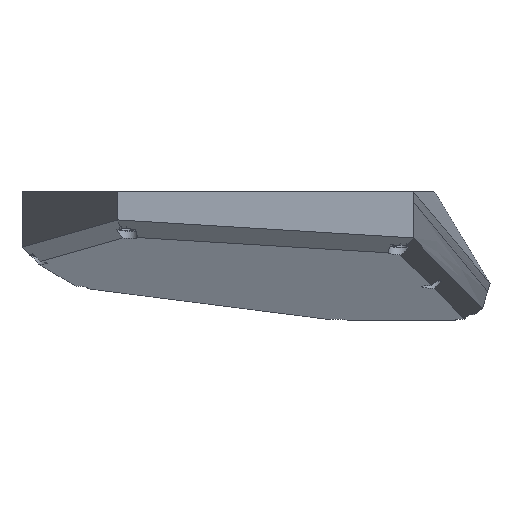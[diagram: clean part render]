
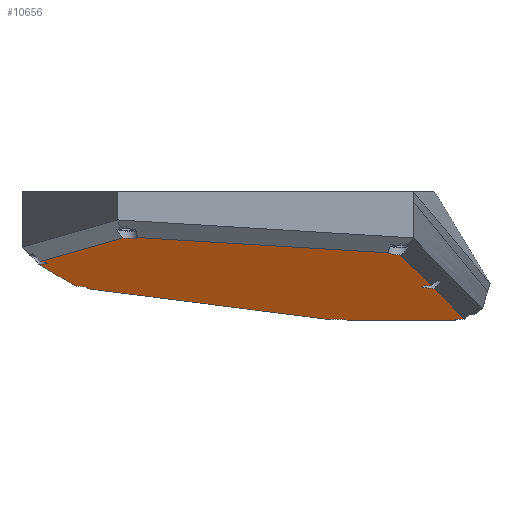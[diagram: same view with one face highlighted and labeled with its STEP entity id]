
A CAD part, left-side view. The second image highlights one B-rep face of the part: STEP entity #10656.
In plain terms, the highlighted planar face has unit normal (-0.129, 0.06, -0.99).
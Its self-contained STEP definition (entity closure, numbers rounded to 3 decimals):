
#212=CIRCLE('',#11209,3.);
#215=CIRCLE('',#11214,3.);
#218=CIRCLE('',#11219,3.);
#221=CIRCLE('',#11224,3.);
#222=CIRCLE('',#11225,3.);
#223=CIRCLE('',#11226,3.);
#224=CIRCLE('',#11227,3.);
#717=FACE_OUTER_BOUND('',#1305,.T.);
#1305=EDGE_LOOP('',(#9588,#9589,#9590,#9591,#9592,#9593,#9594,#9595,#9596,
#9597,#9598,#9599,#9600,#9601));
#2697=LINE('',#17184,#4120);
#2704=LINE('',#17202,#4127);
#2710=LINE('',#17218,#4133);
#2716=LINE('',#17234,#4139);
#2726=LINE('',#17257,#4149);
#2728=LINE('',#17266,#4151);
#2733=LINE('',#17279,#4156);
#4120=VECTOR('',#13606,10.);
#4127=VECTOR('',#13619,10.);
#4133=VECTOR('',#13631,10.);
#4139=VECTOR('',#13643,10.);
#4149=VECTOR('',#13659,10.);
#4151=VECTOR('',#13667,10.);
#4156=VECTOR('',#13676,10.);
#5122=VERTEX_POINT('',#17181);
#5123=VERTEX_POINT('',#17183);
#5130=VERTEX_POINT('',#17199);
#5131=VERTEX_POINT('',#17201);
#5137=VERTEX_POINT('',#17215);
#5138=VERTEX_POINT('',#17217);
#5144=VERTEX_POINT('',#17231);
#5145=VERTEX_POINT('',#17233);
#5154=VERTEX_POINT('',#17254);
#5155=VERTEX_POINT('',#17256);
#5158=VERTEX_POINT('',#17263);
#5159=VERTEX_POINT('',#17265);
#5164=VERTEX_POINT('',#17276);
#5165=VERTEX_POINT('',#17278);
#6589=EDGE_CURVE('',#5122,#5123,#2697,.T.);
#6598=EDGE_CURVE('',#5130,#5131,#2704,.T.);
#6606=EDGE_CURVE('',#5137,#5138,#2710,.T.);
#6614=EDGE_CURVE('',#5144,#5145,#2716,.T.);
#6626=EDGE_CURVE('',#5154,#5155,#2726,.T.);
#6630=EDGE_CURVE('',#5158,#5159,#2728,.T.);
#6637=EDGE_CURVE('',#5164,#5165,#2733,.T.);
#6643=EDGE_CURVE('',#5144,#5138,#212,.T.);
#6646=EDGE_CURVE('',#5137,#5131,#215,.T.);
#6649=EDGE_CURVE('',#5130,#5123,#218,.T.);
#6652=EDGE_CURVE('',#5122,#5159,#221,.T.);
#6653=EDGE_CURVE('',#5158,#5165,#222,.T.);
#6654=EDGE_CURVE('',#5164,#5155,#223,.T.);
#6655=EDGE_CURVE('',#5154,#5145,#224,.T.);
#9588=ORIENTED_EDGE('',*,*,#6606,.F.);
#9589=ORIENTED_EDGE('',*,*,#6646,.T.);
#9590=ORIENTED_EDGE('',*,*,#6598,.F.);
#9591=ORIENTED_EDGE('',*,*,#6649,.T.);
#9592=ORIENTED_EDGE('',*,*,#6589,.F.);
#9593=ORIENTED_EDGE('',*,*,#6652,.T.);
#9594=ORIENTED_EDGE('',*,*,#6630,.F.);
#9595=ORIENTED_EDGE('',*,*,#6653,.T.);
#9596=ORIENTED_EDGE('',*,*,#6637,.F.);
#9597=ORIENTED_EDGE('',*,*,#6654,.T.);
#9598=ORIENTED_EDGE('',*,*,#6626,.F.);
#9599=ORIENTED_EDGE('',*,*,#6655,.T.);
#9600=ORIENTED_EDGE('',*,*,#6614,.F.);
#9601=ORIENTED_EDGE('',*,*,#6643,.T.);
#10155=PLANE('',#11223);
#10656=ADVANCED_FACE('',(#717),#10155,.T.);
#11209=AXIS2_PLACEMENT_3D('',#17289,#13689,#13690);
#11214=AXIS2_PLACEMENT_3D('',#17294,#13699,#13700);
#11219=AXIS2_PLACEMENT_3D('',#17299,#13709,#13710);
#11223=AXIS2_PLACEMENT_3D('',#17303,#13717,#13718);
#11224=AXIS2_PLACEMENT_3D('',#17304,#13719,#13720);
#11225=AXIS2_PLACEMENT_3D('',#17305,#13721,#13722);
#11226=AXIS2_PLACEMENT_3D('',#17306,#13723,#13724);
#11227=AXIS2_PLACEMENT_3D('',#17307,#13725,#13726);
#13606=DIRECTION('',(0.423,0.906,0.));
#13619=DIRECTION('',(-0.45,0.886,0.113));
#13631=DIRECTION('',(-0.963,0.231,0.14));
#13643=DIRECTION('',(-0.931,-0.351,0.1));
#13659=DIRECTION('',(0.,-0.998,-0.061));
#13667=DIRECTION('',(0.982,-0.134,-0.136));
#13676=DIRECTION('',(0.982,-0.134,-0.136));
#13689=DIRECTION('center_axis',(0.129,-0.06,0.99));
#13690=DIRECTION('ref_axis',(-0.423,-0.906,0.));
#13699=DIRECTION('center_axis',(0.129,-0.06,0.99));
#13700=DIRECTION('ref_axis',(-0.423,-0.906,0.));
#13709=DIRECTION('center_axis',(0.129,-0.06,0.99));
#13710=DIRECTION('ref_axis',(-0.423,-0.906,0.));
#13717=DIRECTION('center_axis',(-0.129,0.06,-0.99));
#13718=DIRECTION('ref_axis',(-0.423,-0.906,0.));
#13719=DIRECTION('center_axis',(0.129,-0.06,0.99));
#13720=DIRECTION('ref_axis',(-0.423,-0.906,0.));
#13721=DIRECTION('center_axis',(0.129,-0.06,0.99));
#13722=DIRECTION('ref_axis',(-0.423,-0.906,0.));
#13723=DIRECTION('center_axis',(0.129,-0.06,0.99));
#13724=DIRECTION('ref_axis',(-0.423,-0.906,0.));
#13725=DIRECTION('center_axis',(0.129,-0.06,0.99));
#13726=DIRECTION('ref_axis',(-0.423,-0.906,0.));
#17181=CARTESIAN_POINT('',(128.338,-128.7,-31.642));
#17183=CARTESIAN_POINT('',(141.897,-99.623,-31.642));
#17184=CARTESIAN_POINT('',(140.552,-102.508,-31.642));
#17199=CARTESIAN_POINT('',(141.815,-94.246,-31.305));
#17201=CARTESIAN_POINT('',(108.122,-27.878,-22.874));
#17202=CARTESIAN_POINT('',(112.145,-35.803,-23.881));
#17215=CARTESIAN_POINT('',(103.884,-24.527,-22.117));
#17217=CARTESIAN_POINT('',(62.6,-14.619,-16.131));
#17218=CARTESIAN_POINT('',(68.542,-16.045,-16.992));
#17231=CARTESIAN_POINT('',(56.918,-14.978,-15.411));
#17233=CARTESIAN_POINT('',(-2.757,-37.464,-8.996));
#17234=CARTESIAN_POINT('',(17.914,-29.676,-11.218));
#17254=CARTESIAN_POINT('',(-5.55,-41.511,-8.878));
#17256=CARTESIAN_POINT('',(-5.55,-110.274,-13.06));
#17257=CARTESIAN_POINT('',(-5.55,-96.652,-12.231));
#17263=CARTESIAN_POINT('',(63.705,-122.747,-22.851));
#17265=CARTESIAN_POINT('',(124.126,-131.016,-31.234));
#17266=CARTESIAN_POINT('',(93.953,-126.887,-27.048));
#17276=CARTESIAN_POINT('',(-2.605,-113.671,-13.65));
#17278=CARTESIAN_POINT('',(57.816,-121.941,-22.034));
#17279=CARTESIAN_POINT('',(93.953,-126.887,-27.048));
#17289=CARTESIAN_POINT('Origin',(59.711,-13.926,-15.712));
#17294=CARTESIAN_POINT('Origin',(106.772,-25.22,-22.536));
#17299=CARTESIAN_POINT('Origin',(143.165,-96.904,-31.642));
#17303=CARTESIAN_POINT('Origin',(64.489,-76.023,-20.111));
#17304=CARTESIAN_POINT('Origin',(127.07,-131.419,-31.642));
#17305=CARTESIAN_POINT('Origin',(60.76,-122.344,-22.442));
#17306=CARTESIAN_POINT('Origin',(-5.55,-113.268,-13.242));
#17307=CARTESIAN_POINT('Origin',(-5.55,-38.517,-8.696));
